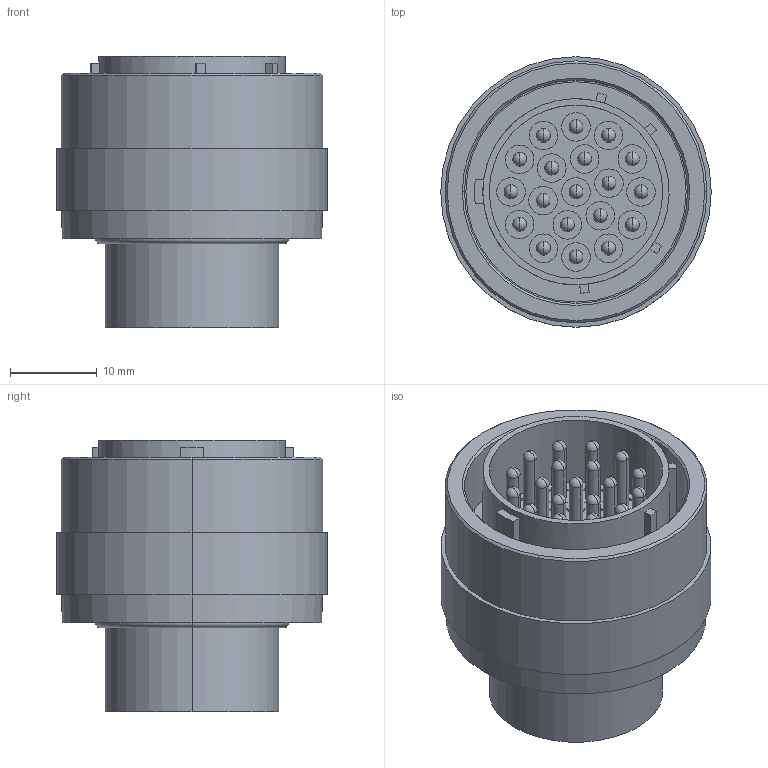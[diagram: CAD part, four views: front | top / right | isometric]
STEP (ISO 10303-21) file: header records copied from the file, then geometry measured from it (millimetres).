
FILE_DESCRIPTION((''),'2;1');
FILE_NAME('UTG61619PN_CATALOGUE','2010-06-09T',('amartin'),('SOURIAU'),'PRO/ENGINEER BY PARAMETRIC TECHNOLOGY CORPORATION, 2007390','PRO/ENGINEER BY PARAMETRIC TECHNOLOGY CORPORATION, 2007390','');
FILE_SCHEMA(('CONFIG_CONTROL_DESIGN'));
Length unit declared in the file: millimetre
Products named in the file (1): UTG61619PN_CATALOGUE
Bounding box: 31.2 x 31.2 x 31.35 mm (x, y, z)
Volume: 13260.3 mm3; surface area: 7687.4 mm2
Topology: 1 solids, 1 shells, 250 faces, 554 edges, 335 vertices
Faces by surface type: cylinder 137, plane 65, sphere 38, cone 8, torus 2
Entity records: 6798 total; most frequent: DIRECTION 1352, CARTESIAN_POINT 1101, ORIENTED_EDGE 1032, AXIS2_PLACEMENT_3D 586, EDGE_CURVE 516, CIRCLE 336, VERTEX_POINT 335, EDGE_LOOP 317
